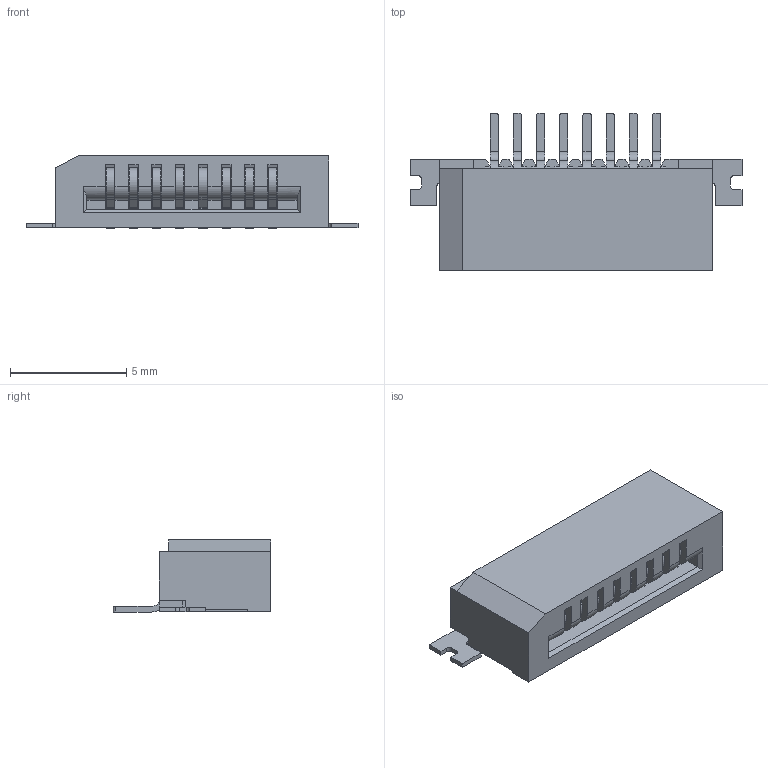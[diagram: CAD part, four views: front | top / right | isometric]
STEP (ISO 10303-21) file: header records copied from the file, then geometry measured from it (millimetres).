
FILE_DESCRIPTION(/* description */ ('Unknown'),/* implementation_level */ '2;1');
FILE_NAME(/* name */ '686108188622',/* time_stamp */ '2019-06-17T16:36:59+02:00',/* author */ ('Unknown'),/* organization */ ('Unknown'),/* preprocessor_version */ 'ST-DEVELOPER v16.7',/* originating_system */ 'DEX',/* authorisation */ $);
FILE_SCHEMA (('AUTOMOTIVE_DESIGN {1 0 10303 214 3 1 1}'));
Length unit declared in the file: millimetre
Products named in the file (5): 6861xx188622; 686108188622; 6861xx188622_Pin; 6861xx188622_PadGh; 6861xx188622_PadDt
Assembly tree (11 placements, depth 2):
  6861xx188622
    686108188622
    6861xx188622_Pin  x8
    6861xx188622_PadGh
    6861xx188622_PadDt
Bounding box: 14.3 x 6.8 x 3.11 mm (x, y, z)
Volume: 135.7 mm3; surface area: 534.3 mm2
Topology: 11 solids, 11 shells, 682 faces, 1970 edges, 1295 vertices
Faces by surface type: plane 519, cylinder 163
Entity records: 11046 total; most frequent: CARTESIAN_POINT 1957, ORIENTED_EDGE 1952, DIRECTION 1742, EDGE_CURVE 976, LINE 898, VECTOR 898, VERTEX_POINT 637, AXIS2_PLACEMENT_3D 422
